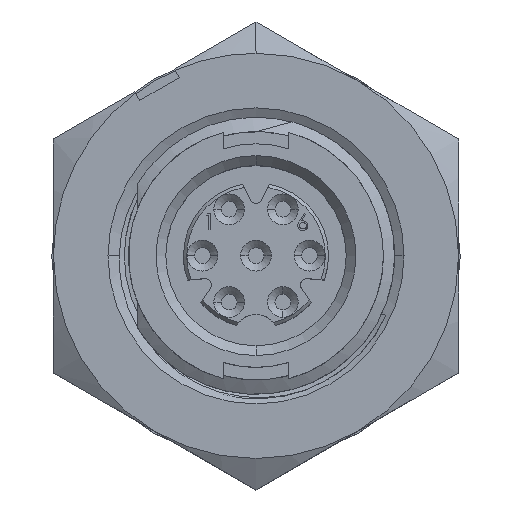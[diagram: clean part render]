
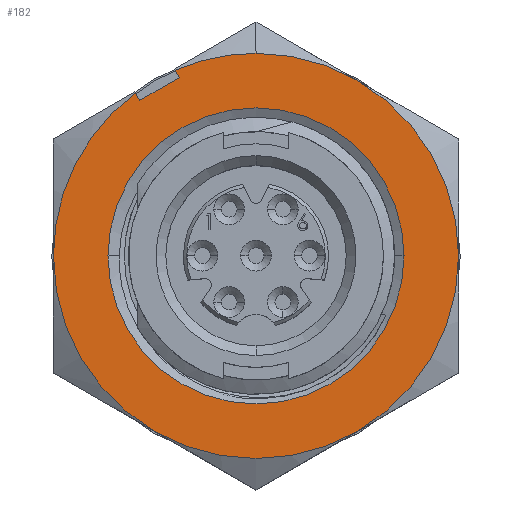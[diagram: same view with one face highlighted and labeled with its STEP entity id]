
A CAD part, top view. The second image highlights one B-rep face of the part: STEP entity #182.
In plain terms, the highlighted planar face has unit normal (0, 0, 1).
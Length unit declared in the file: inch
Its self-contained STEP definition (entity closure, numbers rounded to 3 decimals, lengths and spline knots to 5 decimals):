
#46 = FACE_OUTER_BOUND ( 'NONE', #1811, .T. ) ;
#124 = FACE_BOUND ( 'NONE', #1920, .T. ) ;
#138 = AXIS2_PLACEMENT_3D ( 'NONE', #6555, #6556, #6557 ) ;
#182 = ADVANCED_FACE ( 'NONE', ( #124, #46 ), #6554, .F. ) ;
#1811 = EDGE_LOOP ( 'NONE', ( #2231, #2229, #2230, #2228, #2227, #2226, #2225, #2224, #2223, #2222 ) ) ;
#1920 = EDGE_LOOP ( 'NONE', ( #2233, #2232 ) ) ;
#2222 = ORIENTED_EDGE ( 'NONE', *, *, #5841, .T. ) ;
#2223 = ORIENTED_EDGE ( 'NONE', *, *, #5818, .F. ) ;
#2224 = ORIENTED_EDGE ( 'NONE', *, *, #5840, .F. ) ;
#2225 = ORIENTED_EDGE ( 'NONE', *, *, #5839, .F. ) ;
#2226 = ORIENTED_EDGE ( 'NONE', *, *, #5838, .F. ) ;
#2227 = ORIENTED_EDGE ( 'NONE', *, *, #5837, .F. ) ;
#2228 = ORIENTED_EDGE ( 'NONE', *, *, #5836, .F. ) ;
#2229 = ORIENTED_EDGE ( 'NONE', *, *, #5833, .T. ) ;
#2230 = ORIENTED_EDGE ( 'NONE', *, *, #5835, .F. ) ;
#2231 = ORIENTED_EDGE ( 'NONE', *, *, #5834, .T. ) ;
#2232 = ORIENTED_EDGE ( 'NONE', *, *, #5823, .F. ) ;
#2233 = ORIENTED_EDGE ( 'NONE', *, *, #5829, .F. ) ;
#2426 = AXIS2_PLACEMENT_3D ( 'NONE', #4914, #4921, #4922 ) ;
#2435 = AXIS2_PLACEMENT_3D ( 'NONE', #4929, #4930, #4931 ) ;
#2500 = VECTOR ( 'NONE', #4920, 39.37008 ) ;
#2502 = VECTOR ( 'NONE', #4917, 39.37008 ) ;
#2513 = AXIS2_PLACEMENT_3D ( 'NONE', #4935, #4936, #4937 ) ;
#2514 = VECTOR ( 'NONE', #4941, 39.37008 ) ;
#2568 = AXIS2_PLACEMENT_3D ( 'NONE', #4926, #4927, #4928 ) ;
#2577 = AXIS2_PLACEMENT_3D ( 'NONE', #4923, #4924, #4925 ) ;
#2632 = AXIS2_PLACEMENT_3D ( 'NONE', #4932, #4933, #4934 ) ;
#2711 = VERTEX_POINT ( 'NONE', #12783 ) ;
#2722 = VERTEX_POINT ( 'NONE', #12791 ) ;
#3067 = VERTEX_POINT ( 'NONE', #12842 ) ;
#3073 = VERTEX_POINT ( 'NONE', #12843 ) ;
#3088 = VERTEX_POINT ( 'NONE', #12846 ) ;
#3131 = VERTEX_POINT ( 'NONE', #12849 ) ;
#3135 = VERTEX_POINT ( 'NONE', #12850 ) ;
#3163 = VERTEX_POINT ( 'NONE', #12851 ) ;
#3179 = VERTEX_POINT ( 'NONE', #12852 ) ;
#3184 = VERTEX_POINT ( 'NONE', #12853 ) ;
#3187 = VERTEX_POINT ( 'NONE', #12854 ) ;
#3193 = VERTEX_POINT ( 'NONE', #12855 ) ;
#4823 = CARTESIAN_POINT ( 'NONE',  ( 0., 0., 0.3284 ) ) ;
#4827 = DIRECTION ( 'NONE',  ( 0., 0., -1. ) ) ;
#4828 = DIRECTION ( 'NONE',  ( 0., 1., 0. ) ) ;
#4863 = CARTESIAN_POINT ( 'NONE',  ( 0., 0., 0.3284 ) ) ;
#4864 = DIRECTION ( 'NONE',  ( 0., 0., 1. ) ) ;
#4865 = DIRECTION ( 'NONE',  ( 1., 0., 0. ) ) ;
#4898 = CARTESIAN_POINT ( 'NONE',  ( 0., 0., 0.3284 ) ) ;
#4899 = DIRECTION ( 'NONE',  ( 0., 0., 1. ) ) ;
#4900 = DIRECTION ( 'NONE',  ( 1., 0., 0. ) ) ;
#4914 = CARTESIAN_POINT ( 'NONE',  ( 0., 0., 0.3284 ) ) ;
#4915 = LINE ( 'NONE', #4916, #2502 ) ;
#4916 = CARTESIAN_POINT ( 'NONE',  ( -0.20625, 0.28723, 0.3284 ) ) ;
#4917 = DIRECTION ( 'NONE',  ( -0.5, 0.866, 0. ) ) ;
#4918 = LINE ( 'NONE', #4919, #2500 ) ;
#4919 = CARTESIAN_POINT ( 'NONE',  ( -0.17781, 0.23798, 0.3284 ) ) ;
#4920 = DIRECTION ( 'NONE',  ( -0.866, -0.5, 0. ) ) ;
#4921 = DIRECTION ( 'NONE',  ( 0., 0., -1. ) ) ;
#4922 = DIRECTION ( 'NONE',  ( 0., 1., 0. ) ) ;
#4923 = CARTESIAN_POINT ( 'NONE',  ( 0., 0., 0.3284 ) ) ;
#4924 = DIRECTION ( 'NONE',  ( 0., 0., -1. ) ) ;
#4925 = DIRECTION ( 'NONE',  ( 0., 1., 0. ) ) ;
#4926 = CARTESIAN_POINT ( 'NONE',  ( 0., 0., 0.3284 ) ) ;
#4927 = DIRECTION ( 'NONE',  ( 0., 0., -1. ) ) ;
#4928 = DIRECTION ( 'NONE',  ( 0., 1., 0. ) ) ;
#4929 = CARTESIAN_POINT ( 'NONE',  ( 0., 0., 0.3284 ) ) ;
#4930 = DIRECTION ( 'NONE',  ( 0., 0., -1. ) ) ;
#4931 = DIRECTION ( 'NONE',  ( -1., 0., 0. ) ) ;
#4932 = CARTESIAN_POINT ( 'NONE',  ( 0., 0., 0.3284 ) ) ;
#4933 = DIRECTION ( 'NONE',  ( 0., 0., -1. ) ) ;
#4934 = DIRECTION ( 'NONE',  ( 0., 1., 0. ) ) ;
#4935 = CARTESIAN_POINT ( 'NONE',  ( 0., 0., 0.3284 ) ) ;
#4936 = DIRECTION ( 'NONE',  ( 0., 0., -1. ) ) ;
#4937 = DIRECTION ( 'NONE',  ( 0., 1., 0. ) ) ;
#4939 = LINE ( 'NONE', #4940, #2514 ) ;
#4940 = CARTESIAN_POINT ( 'NONE',  ( -0.14563, 0.32223, 0.3284 ) ) ;
#4941 = DIRECTION ( 'NONE',  ( 0.5, -0.866, 0. ) ) ;
#5818 = EDGE_CURVE ( 'NONE', #2711, #2722, #6085, .T. ) ;
#5823 = EDGE_CURVE ( 'NONE', #3067, #3073, #6086, .T. ) ;
#5829 = EDGE_CURVE ( 'NONE', #3073, #3067, #6005, .T. ) ;
#5833 = EDGE_CURVE ( 'NONE', #3131, #3135, #4915, .T. ) ;
#5834 = EDGE_CURVE ( 'NONE', #3088, #3131, #4918, .T. ) ;
#5835 = EDGE_CURVE ( 'NONE', #3163, #3135, #6089, .T. ) ;
#5836 = EDGE_CURVE ( 'NONE', #3179, #3163, #6002, .T. ) ;
#5837 = EDGE_CURVE ( 'NONE', #3184, #3179, #6003, .T. ) ;
#5838 = EDGE_CURVE ( 'NONE', #3187, #3184, #6087, .T. ) ;
#5839 = EDGE_CURVE ( 'NONE', #3193, #3187, #6088, .T. ) ;
#5840 = EDGE_CURVE ( 'NONE', #2722, #3193, #5919, .T. ) ;
#5841 = EDGE_CURVE ( 'NONE', #2711, #3088, #4939, .T. ) ;
#5919 = CIRCLE ( 'NONE', #2513, 0.31 ) ;
#6002 = CIRCLE ( 'NONE', #2577, 0.31 ) ;
#6003 = CIRCLE ( 'NONE', #2568, 0.31 ) ;
#6005 = CIRCLE ( 'NONE', #7440, 0.2265 ) ;
#6085 = CIRCLE ( 'NONE', #7363, 0.31 ) ;
#6086 = CIRCLE ( 'NONE', #7435, 0.2265 ) ;
#6087 = CIRCLE ( 'NONE', #2435, 0.31 ) ;
#6088 = CIRCLE ( 'NONE', #2632, 0.31 ) ;
#6089 = CIRCLE ( 'NONE', #2426, 0.31 ) ;
#6554 = PLANE ( 'NONE',  #138 ) ;
#6555 = CARTESIAN_POINT ( 'NONE',  ( 0.31, -0.53694, 0.3284 ) ) ;
#6556 = DIRECTION ( 'NONE',  ( 0., 0., -1. ) ) ;
#6557 = DIRECTION ( 'NONE',  ( -1., 0., 0. ) ) ;
#7363 = AXIS2_PLACEMENT_3D ( 'NONE', #4823, #4827, #4828 ) ;
#7435 = AXIS2_PLACEMENT_3D ( 'NONE', #4863, #4864, #4865 ) ;
#7440 = AXIS2_PLACEMENT_3D ( 'NONE', #4898, #4899, #4900 ) ;
#12783 = CARTESIAN_POINT ( 'NONE',  ( -0.1237, 0.28425, 0.3284 ) ) ;
#12791 = CARTESIAN_POINT ( 'NONE',  ( 0., 0.31, 0.3284 ) ) ;
#12842 = CARTESIAN_POINT ( 'NONE',  ( -0.2265, 0., 0.3284 ) ) ;
#12843 = CARTESIAN_POINT ( 'NONE',  ( 0.2265, 0., 0.3284 ) ) ;
#12846 = CARTESIAN_POINT ( 'NONE',  ( -0.11719, 0.27298, 0.3284 ) ) ;
#12849 = CARTESIAN_POINT ( 'NONE',  ( -0.17781, 0.23798, 0.3284 ) ) ;
#12850 = CARTESIAN_POINT ( 'NONE',  ( -0.18432, 0.24925, 0.3284 ) ) ;
#12851 = CARTESIAN_POINT ( 'NONE',  ( -0.31, 0., 0.3284 ) ) ;
#12852 = CARTESIAN_POINT ( 'NONE',  ( -0.155, -0.26847, 0.3284 ) ) ;
#12853 = CARTESIAN_POINT ( 'NONE',  ( 0.155, -0.26847, 0.3284 ) ) ;
#12854 = CARTESIAN_POINT ( 'NONE',  ( 0.31, 0., 0.3284 ) ) ;
#12855 = CARTESIAN_POINT ( 'NONE',  ( 0.155, 0.26847, 0.3284 ) ) ;
